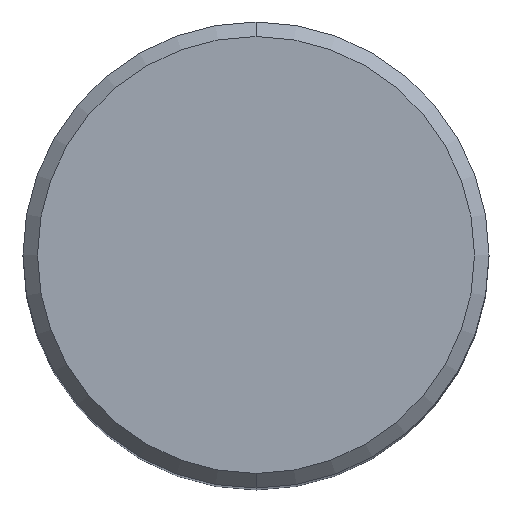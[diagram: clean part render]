
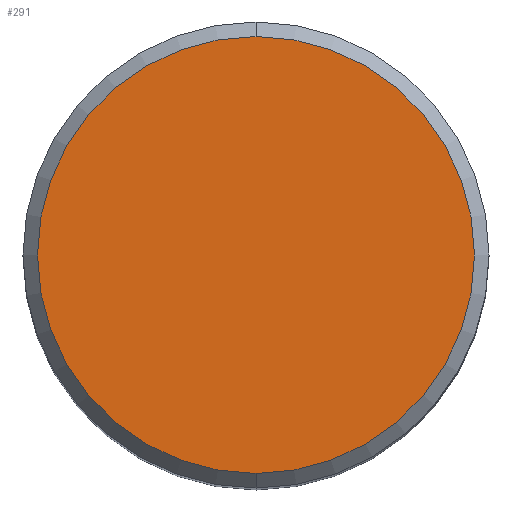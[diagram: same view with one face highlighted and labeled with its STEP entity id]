
A CAD part, top view. The second image highlights one B-rep face of the part: STEP entity #291.
In plain terms, the highlighted planar face has unit normal (0, 0, 1).
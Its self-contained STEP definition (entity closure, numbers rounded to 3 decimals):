
#171=EDGE_CURVE('',#275,#195,#462,.T.);
#175=EDGE_CURVE('',#195,#275,#466,.T.);
#195=VERTEX_POINT('',#490);
#275=VERTEX_POINT('',#581);
#291=ADVANCED_FACE('',(#598),#599,.T.);
#462=CIRCLE('',#776,15.0);
#466=CIRCLE('',#783,15.0);
#490=CARTESIAN_POINT('',(0.,-15.0,77.134));
#581=CARTESIAN_POINT('',(0.0,15.0,77.134));
#598=FACE_OUTER_BOUND('',#1010,.T.);
#599=PLANE('',#1011);
#776=AXIS2_PLACEMENT_3D('',#1414,#1415,#1416);
#783=AXIS2_PLACEMENT_3D('',#1418,#1419,#1420);
#1010=EDGE_LOOP('',(#1594,#1595));
#1011=AXIS2_PLACEMENT_3D('',#1596,#1597,#1598);
#1414=CARTESIAN_POINT('',(0.0,0.0,77.134));
#1415=DIRECTION('',(0.0,0.0,-1.0));
#1416=DIRECTION('',(0.0,1.0,0.0));
#1418=CARTESIAN_POINT('',(0.0,0.0,77.134));
#1419=DIRECTION('',(0.0,0.0,-1.0));
#1420=DIRECTION('',(0.0,1.0,0.0));
#1594=ORIENTED_EDGE('',*,*,#171,.F.);
#1595=ORIENTED_EDGE('',*,*,#175,.F.);
#1596=CARTESIAN_POINT('',(0.0,7.5,77.134));
#1597=DIRECTION('',(-0.0,0.0,1.0));
#1598=DIRECTION('',(0.0,-1.0,0.0));
